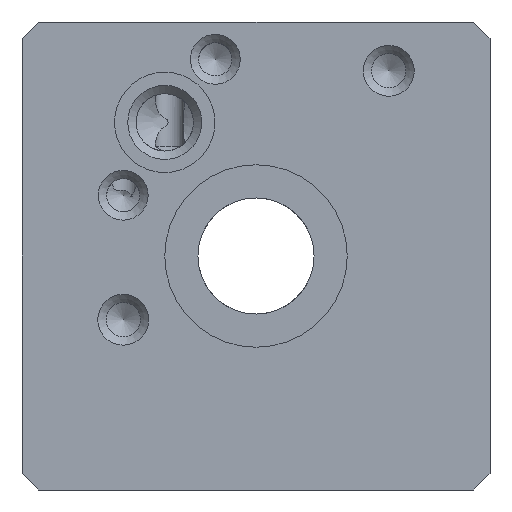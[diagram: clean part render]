
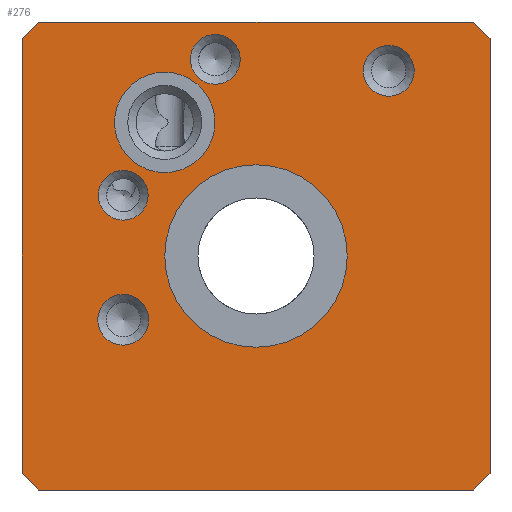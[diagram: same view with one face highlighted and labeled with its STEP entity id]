
A CAD part, front view. The second image highlights one B-rep face of the part: STEP entity #276.
In plain terms, the highlighted planar face has unit normal (0, -1, 0).
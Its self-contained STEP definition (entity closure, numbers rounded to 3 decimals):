
#78 = VERTEX_POINT('',#79);
#79 = CARTESIAN_POINT('',(28.2,0.,26.2));
#87 = EDGE_CURVE('',#78,#88,#90,.T.);
#88 = VERTEX_POINT('',#89);
#89 = CARTESIAN_POINT('',(28.2,0.,-26.2));
#90 = LINE('',#91,#92);
#91 = CARTESIAN_POINT('',(28.2,0.,26.2));
#92 = VECTOR('',#93,1.);
#93 = DIRECTION('',(0.,0.,-1.));
#250 = VERTEX_POINT('',#251);
#251 = CARTESIAN_POINT('',(26.2,0.,28.2));
#259 = EDGE_CURVE('',#78,#250,#260,.T.);
#260 = LINE('',#261,#262);
#261 = CARTESIAN_POINT('',(28.2,0.,26.2));
#262 = VECTOR('',#263,1.);
#263 = DIRECTION('',(-0.707,0.,0.707)
  );
#276 = ADVANCED_FACE('',(#277,#327,#338,#349,#360,#371,#382),#393,.F.);
#277 = FACE_BOUND('',#278,.T.);
#278 = EDGE_LOOP('',(#279,#289,#297,#305,#313,#319,#320,#321));
#279 = ORIENTED_EDGE('',*,*,#280,.T.);
#280 = EDGE_CURVE('',#281,#283,#285,.T.);
#281 = VERTEX_POINT('',#282);
#282 = CARTESIAN_POINT('',(-26.2,0.,28.2));
#283 = VERTEX_POINT('',#284);
#284 = CARTESIAN_POINT('',(-28.2,0.,26.2));
#285 = LINE('',#286,#287);
#286 = CARTESIAN_POINT('',(-26.2,0.,28.2));
#287 = VECTOR('',#288,1.);
#288 = DIRECTION('',(-0.707,0.,-0.707)
  );
#289 = ORIENTED_EDGE('',*,*,#290,.F.);
#290 = EDGE_CURVE('',#291,#283,#293,.T.);
#291 = VERTEX_POINT('',#292);
#292 = CARTESIAN_POINT('',(-28.2,0.,-26.2));
#293 = LINE('',#294,#295);
#294 = CARTESIAN_POINT('',(-28.2,0.,-26.2));
#295 = VECTOR('',#296,1.);
#296 = DIRECTION('',(0.,0.,1.));
#297 = ORIENTED_EDGE('',*,*,#298,.T.);
#298 = EDGE_CURVE('',#291,#299,#301,.T.);
#299 = VERTEX_POINT('',#300);
#300 = CARTESIAN_POINT('',(-26.2,0.,-28.2));
#301 = LINE('',#302,#303);
#302 = CARTESIAN_POINT('',(-28.2,0.,-26.2));
#303 = VECTOR('',#304,1.);
#304 = DIRECTION('',(0.707,0.,-0.707)
  );
#305 = ORIENTED_EDGE('',*,*,#306,.F.);
#306 = EDGE_CURVE('',#307,#299,#309,.T.);
#307 = VERTEX_POINT('',#308);
#308 = CARTESIAN_POINT('',(26.2,0.,-28.2));
#309 = LINE('',#310,#311);
#310 = CARTESIAN_POINT('',(26.2,0.,-28.2));
#311 = VECTOR('',#312,1.);
#312 = DIRECTION('',(-1.,0.,0.));
#313 = ORIENTED_EDGE('',*,*,#314,.T.);
#314 = EDGE_CURVE('',#307,#88,#315,.T.);
#315 = LINE('',#316,#317);
#316 = CARTESIAN_POINT('',(26.2,0.,-28.2));
#317 = VECTOR('',#318,1.);
#318 = DIRECTION('',(0.707,0.,0.707)
  );
#319 = ORIENTED_EDGE('',*,*,#87,.F.);
#320 = ORIENTED_EDGE('',*,*,#259,.T.);
#321 = ORIENTED_EDGE('',*,*,#322,.F.);
#322 = EDGE_CURVE('',#281,#250,#323,.T.);
#323 = LINE('',#324,#325);
#324 = CARTESIAN_POINT('',(-26.2,0.,28.2));
#325 = VECTOR('',#326,1.);
#326 = DIRECTION('',(1.,0.,0.));
#327 = FACE_BOUND('',#328,.T.);
#328 = EDGE_LOOP('',(#329));
#329 = ORIENTED_EDGE('',*,*,#330,.F.);
#330 = EDGE_CURVE('',#331,#331,#333,.T.);
#331 = VERTEX_POINT('',#332);
#332 = CARTESIAN_POINT('',(11.,0.,0.));
#333 = CIRCLE('',#334,11.);
#334 = AXIS2_PLACEMENT_3D('',#335,#336,#337);
#335 = CARTESIAN_POINT('',(0.,0.,0.));
#336 = DIRECTION('',(0.,-1.,0.));
#337 = DIRECTION('',(1.,0.,0.));
#338 = FACE_BOUND('',#339,.T.);
#339 = EDGE_LOOP('',(#340));
#340 = ORIENTED_EDGE('',*,*,#341,.F.);
#341 = EDGE_CURVE('',#342,#342,#344,.T.);
#342 = VERTEX_POINT('',#343);
#343 = CARTESIAN_POINT('',(-1.9,0.,23.7));
#344 = CIRCLE('',#345,3.);
#345 = AXIS2_PLACEMENT_3D('',#346,#347,#348);
#346 = CARTESIAN_POINT('',(-4.9,0.,23.7));
#347 = DIRECTION('',(0.,-1.,0.));
#348 = DIRECTION('',(1.,0.,0.));
#349 = FACE_BOUND('',#350,.T.);
#350 = EDGE_LOOP('',(#351));
#351 = ORIENTED_EDGE('',*,*,#352,.F.);
#352 = EDGE_CURVE('',#353,#353,#355,.T.);
#353 = VERTEX_POINT('',#354);
#354 = CARTESIAN_POINT('',(-12.933,0.,-7.68));
#355 = CIRCLE('',#356,3.067);
#356 = AXIS2_PLACEMENT_3D('',#357,#358,#359);
#357 = CARTESIAN_POINT('',(-16.,0.,-7.68));
#358 = DIRECTION('',(0.,-1.,0.));
#359 = DIRECTION('',(1.,0.,0.));
#360 = FACE_BOUND('',#361,.T.);
#361 = EDGE_LOOP('',(#362));
#362 = ORIENTED_EDGE('',*,*,#363,.F.);
#363 = EDGE_CURVE('',#364,#364,#366,.T.);
#364 = VERTEX_POINT('',#365);
#365 = CARTESIAN_POINT('',(19.067,0.,22.32));
#366 = CIRCLE('',#367,3.067);
#367 = AXIS2_PLACEMENT_3D('',#368,#369,#370);
#368 = CARTESIAN_POINT('',(16.,0.,22.32));
#369 = DIRECTION('',(0.,-1.,0.));
#370 = DIRECTION('',(1.,0.,0.));
#371 = FACE_BOUND('',#372,.T.);
#372 = EDGE_LOOP('',(#373));
#373 = ORIENTED_EDGE('',*,*,#374,.F.);
#374 = EDGE_CURVE('',#375,#375,#377,.T.);
#375 = VERTEX_POINT('',#376);
#376 = CARTESIAN_POINT('',(-13.,0.,7.32));
#377 = CIRCLE('',#378,3.);
#378 = AXIS2_PLACEMENT_3D('',#379,#380,#381);
#379 = CARTESIAN_POINT('',(-16.,0.,7.32));
#380 = DIRECTION('',(0.,-1.,0.));
#381 = DIRECTION('',(1.,0.,0.));
#382 = FACE_BOUND('',#383,.T.);
#383 = EDGE_LOOP('',(#384));
#384 = ORIENTED_EDGE('',*,*,#385,.F.);
#385 = EDGE_CURVE('',#386,#386,#388,.T.);
#386 = VERTEX_POINT('',#387);
#387 = CARTESIAN_POINT('',(-4.95,0.,16.1));
#388 = CIRCLE('',#389,6.05);
#389 = AXIS2_PLACEMENT_3D('',#390,#391,#392);
#390 = CARTESIAN_POINT('',(-11.,0.,16.1));
#391 = DIRECTION('',(0.,-1.,0.));
#392 = DIRECTION('',(1.,0.,0.));
#393 = PLANE('',#394);
#394 = AXIS2_PLACEMENT_3D('',#395,#396,#397);
#395 = CARTESIAN_POINT('',(0.,0.,0.));
#396 = DIRECTION('',(0.,1.,0.));
#397 = DIRECTION('',(-1.,0.,0.));
